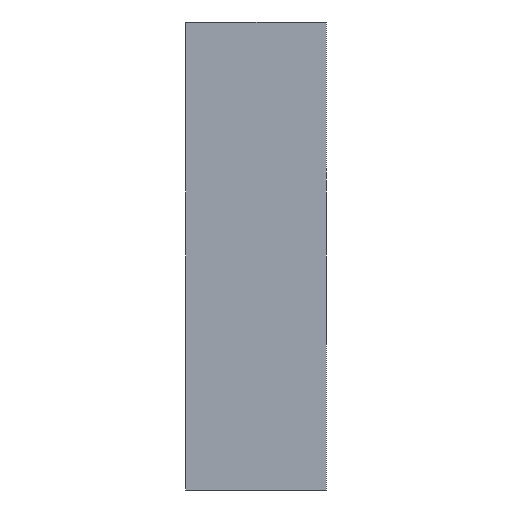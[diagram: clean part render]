
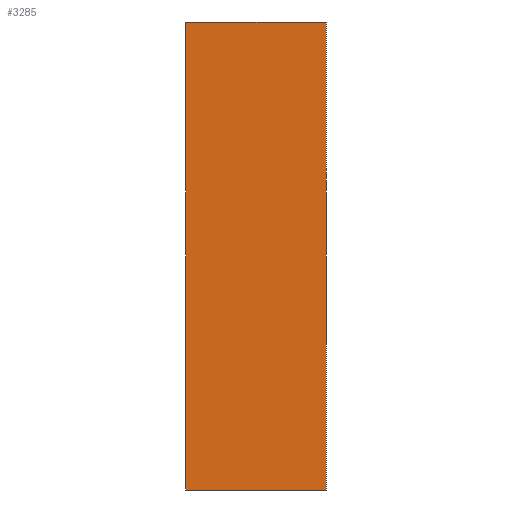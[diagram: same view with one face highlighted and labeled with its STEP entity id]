
A CAD part, left-side view. The second image highlights one B-rep face of the part: STEP entity #3285.
In plain terms, the highlighted planar face has unit normal (-1, 0, 0).
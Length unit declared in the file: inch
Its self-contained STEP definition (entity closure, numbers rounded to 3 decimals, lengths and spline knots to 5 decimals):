
#211 = CARTESIAN_POINT ( 'NONE',  ( -2.125, 0.3, 0.5 ) ) ;
#416 = LINE ( 'NONE', #4308, #4120 ) ;
#558 = AXIS2_PLACEMENT_3D ( 'NONE', #1624, #3325, #3767 ) ;
#612 = EDGE_CURVE ( 'NONE', #2521, #1543, #1905, .T. ) ;
#734 = CARTESIAN_POINT ( 'NONE',  ( -2.125, 0.3, -0.5 ) ) ;
#842 = CARTESIAN_POINT ( 'NONE',  ( -2.125, 0.3, 0.5 ) ) ;
#870 = CARTESIAN_POINT ( 'NONE',  ( -2.125, 0.3, -0.5 ) ) ;
#907 = VECTOR ( 'NONE', #5407, 39.37008 ) ;
#1005 = CARTESIAN_POINT ( 'NONE',  ( -2.125, 0., -0.5 ) ) ;
#1101 = VECTOR ( 'NONE', #1241, 39.37008 ) ;
#1241 = DIRECTION ( 'NONE',  ( 0., -1., 0. ) ) ;
#1355 = EDGE_LOOP ( 'NONE', ( #5049, #4993, #3934, #2780 ) ) ;
#1543 = VERTEX_POINT ( 'NONE', #211 ) ;
#1624 = CARTESIAN_POINT ( 'NONE',  ( -2.125, 0.3, -0.5 ) ) ;
#1905 = LINE ( 'NONE', #734, #907 ) ;
#1946 = LINE ( 'NONE', #842, #1101 ) ;
#2294 = DIRECTION ( 'NONE',  ( 0., -1., 0. ) ) ;
#2521 = VERTEX_POINT ( 'NONE', #870 ) ;
#2610 = DIRECTION ( 'NONE',  ( 0., 0., 1. ) ) ;
#2780 = ORIENTED_EDGE ( 'NONE', *, *, #2794, .T. ) ;
#2794 = EDGE_CURVE ( 'NONE', #2521, #3534, #3507, .T. ) ;
#2902 = PLANE ( 'NONE',  #558 ) ;
#3285 = ADVANCED_FACE ( 'NONE', ( #4356 ), #2902, .F. ) ;
#3325 = DIRECTION ( 'NONE',  ( 1., 0., 0. ) ) ;
#3507 = LINE ( 'NONE', #3980, #3656 ) ;
#3534 = VERTEX_POINT ( 'NONE', #1005 ) ;
#3656 = VECTOR ( 'NONE', #2294, 39.37008 ) ;
#3767 = DIRECTION ( 'NONE',  ( 0., 0., -1. ) ) ;
#3807 = CARTESIAN_POINT ( 'NONE',  ( -2.125, 0., 0.5 ) ) ;
#3934 = ORIENTED_EDGE ( 'NONE', *, *, #612, .F. ) ;
#3980 = CARTESIAN_POINT ( 'NONE',  ( -2.125, 0.3, -0.5 ) ) ;
#4120 = VECTOR ( 'NONE', #2610, 39.37008 ) ;
#4122 = VERTEX_POINT ( 'NONE', #3807 ) ;
#4308 = CARTESIAN_POINT ( 'NONE',  ( -2.125, 0., -0.5 ) ) ;
#4356 = FACE_OUTER_BOUND ( 'NONE', #1355, .T. ) ;
#4817 = EDGE_CURVE ( 'NONE', #1543, #4122, #1946, .T. ) ;
#4993 = ORIENTED_EDGE ( 'NONE', *, *, #4817, .F. ) ;
#4998 = EDGE_CURVE ( 'NONE', #3534, #4122, #416, .T. ) ;
#5049 = ORIENTED_EDGE ( 'NONE', *, *, #4998, .T. ) ;
#5407 = DIRECTION ( 'NONE',  ( 0., 0., 1. ) ) ;
